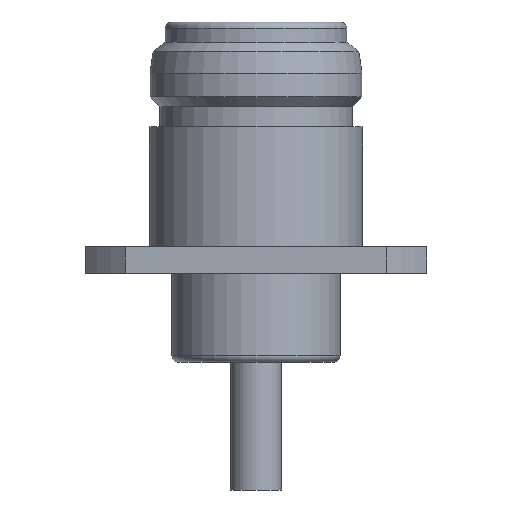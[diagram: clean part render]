
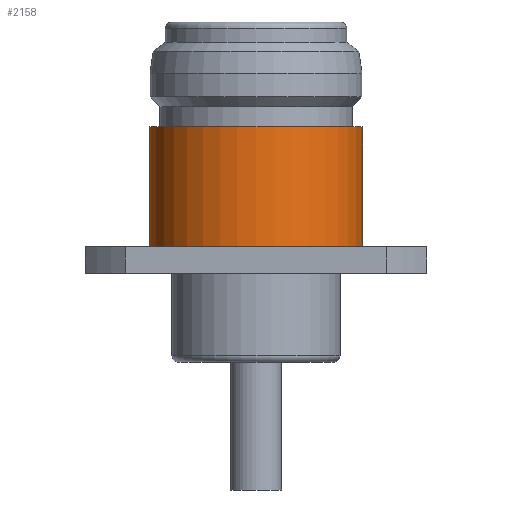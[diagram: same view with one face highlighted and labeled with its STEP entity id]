
A CAD part, front view. The second image highlights one B-rep face of the part: STEP entity #2158.
In plain terms, the highlighted cylindrical face has radius 7.925 mm (diameter 15.85 mm), a partial arc.
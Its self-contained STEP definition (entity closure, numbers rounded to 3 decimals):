
#9 = LINE ( 'NONE', #2254, #3439 ) ;
#153 = LINE ( 'NONE', #700, #3295 ) ;
#208 = CARTESIAN_POINT ( 'NONE',  ( -7.925, 0., -7.8 ) ) ;
#262 = AXIS2_PLACEMENT_3D ( 'NONE', #2672, #579, #2686 ) ;
#328 = AXIS2_PLACEMENT_3D ( 'NONE', #1843, #2750, #2122 ) ;
#482 = CIRCLE ( 'NONE', #2248, 7.925 ) ;
#550 = CYLINDRICAL_SURFACE ( 'NONE', #262, 7.925 ) ;
#579 = DIRECTION ( 'NONE',  ( 0., 0., 1. ) ) ;
#700 = CARTESIAN_POINT ( 'NONE',  ( -7.925, 0., 0. ) ) ;
#991 = ORIENTED_EDGE ( 'NONE', *, *, #2508, .T. ) ;
#1153 = VERTEX_POINT ( 'NONE', #208 ) ;
#1189 = EDGE_LOOP ( 'NONE', ( #2928, #1677, #991, #3954 ) ) ;
#1301 = VERTEX_POINT ( 'NONE', #1342 ) ;
#1342 = CARTESIAN_POINT ( 'NONE',  ( 7.925, 0., -7.8 ) ) ;
#1449 = DIRECTION ( 'NONE',  ( 0., 0., 1. ) ) ;
#1473 = EDGE_CURVE ( 'NONE', #1153, #1301, #482, .T. ) ;
#1677 = ORIENTED_EDGE ( 'NONE', *, *, #1689, .T. ) ;
#1689 = EDGE_CURVE ( 'NONE', #1988, #3818, #2617, .T. ) ;
#1843 = CARTESIAN_POINT ( 'NONE',  ( 0., 0., -16.7 ) ) ;
#1988 = VERTEX_POINT ( 'NONE', #2841 ) ;
#2122 = DIRECTION ( 'NONE',  ( 1., 0., 0. ) ) ;
#2158 = ADVANCED_FACE ( 'NONE', ( #2396 ), #550, .T. ) ;
#2248 = AXIS2_PLACEMENT_3D ( 'NONE', #3292, #1449, #3249 ) ;
#2254 = CARTESIAN_POINT ( 'NONE',  ( 7.925, 0., 0. ) ) ;
#2396 = FACE_OUTER_BOUND ( 'NONE', #1189, .T. ) ;
#2508 = EDGE_CURVE ( 'NONE', #3818, #1301, #9, .T. ) ;
#2617 = CIRCLE ( 'NONE', #328, 7.925 ) ;
#2672 = CARTESIAN_POINT ( 'NONE',  ( 0., 0., 0. ) ) ;
#2686 = DIRECTION ( 'NONE',  ( 1., 0., 0. ) ) ;
#2750 = DIRECTION ( 'NONE',  ( 0., 0., 1. ) ) ;
#2834 = DIRECTION ( 'NONE',  ( 0., 0., 1. ) ) ;
#2841 = CARTESIAN_POINT ( 'NONE',  ( -7.925, 0., -16.7 ) ) ;
#2928 = ORIENTED_EDGE ( 'NONE', *, *, #3035, .F. ) ;
#3035 = EDGE_CURVE ( 'NONE', #1988, #1153, #153, .T. ) ;
#3124 = CARTESIAN_POINT ( 'NONE',  ( 7.925, 0., -16.7 ) ) ;
#3249 = DIRECTION ( 'NONE',  ( 1., 0., 0. ) ) ;
#3292 = CARTESIAN_POINT ( 'NONE',  ( 0., 0., -7.8 ) ) ;
#3295 = VECTOR ( 'NONE', #2834, 1000. ) ;
#3439 = VECTOR ( 'NONE', #3776, 1000. ) ;
#3776 = DIRECTION ( 'NONE',  ( 0., 0., 1. ) ) ;
#3818 = VERTEX_POINT ( 'NONE', #3124 ) ;
#3954 = ORIENTED_EDGE ( 'NONE', *, *, #1473, .F. ) ;
